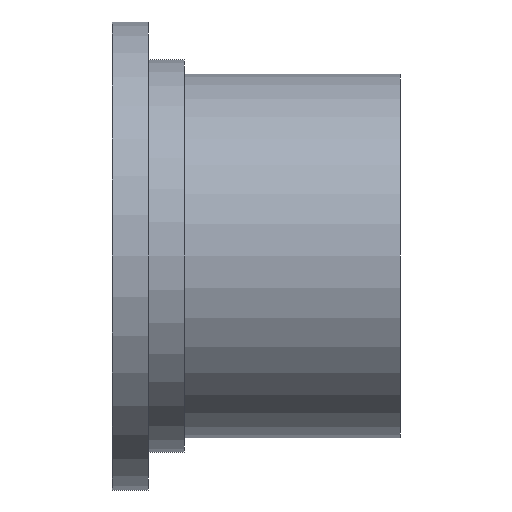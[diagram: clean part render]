
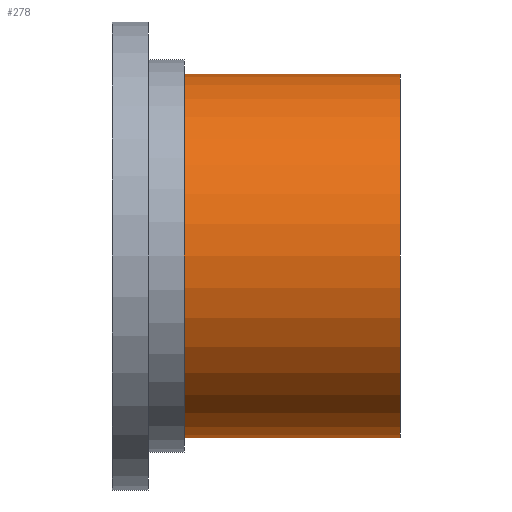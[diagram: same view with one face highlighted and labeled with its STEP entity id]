
A CAD part, left-side view. The second image highlights one B-rep face of the part: STEP entity #278.
In plain terms, the highlighted cylindrical face has radius 5.05 mm (diameter 10.1 mm), a partial arc.
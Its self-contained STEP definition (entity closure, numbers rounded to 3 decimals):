
#222=CARTESIAN_POINT('Axis2P3D Location',(0.,74.,0.)) ;
#231=CARTESIAN_POINT('Vertex',(0.,76.,5.05)) ;
#233=CARTESIAN_POINT('Vertex',(0.,76.,-5.05)) ;
#236=CARTESIAN_POINT('Line Origine',(0.,73.,5.05)) ;
#240=CARTESIAN_POINT('Vertex',(0.,70.,5.05)) ;
#247=CARTESIAN_POINT('Vertex',(0.,70.,-5.05)) ;
#250=CARTESIAN_POINT('Line Origine',(0.,73.,-5.05)) ;
#262=CARTESIAN_POINT('Axis2P3D Location',(0.,76.,0.)) ;
#267=CARTESIAN_POINT('Axis2P3D Location',(0.,70.,0.)) ;
#223=DIRECTION('Axis2P3D Direction',(0.,1.,0.)) ;
#224=DIRECTION('Axis2P3D XDirection',(0.,0.,1.)) ;
#237=DIRECTION('Vector Direction',(0.,1.,0.)) ;
#251=DIRECTION('Vector Direction',(0.,1.,0.)) ;
#263=DIRECTION('Axis2P3D Direction',(0.,1.,0.)) ;
#268=DIRECTION('Axis2P3D Direction',(0.,1.,0.)) ;
#225=AXIS2_PLACEMENT_3D('Cylinder Axis2P3D',#222,#223,#224) ;
#264=AXIS2_PLACEMENT_3D('Circle Axis2P3D',#262,#263,$) ;
#269=AXIS2_PLACEMENT_3D('Circle Axis2P3D',#267,#268,$) ;
#273=ORIENTED_EDGE('',*,*,#266,.F.) ;
#274=ORIENTED_EDGE('',*,*,#254,.T.) ;
#275=ORIENTED_EDGE('',*,*,#271,.T.) ;
#276=ORIENTED_EDGE('',*,*,#242,.F.) ;
#238=VECTOR('Line Direction',#237,1.) ;
#252=VECTOR('Line Direction',#251,1.) ;
#278=ADVANCED_FACE('Body.3',(#277),#226,.T.) ;
#265=CIRCLE('generated circle',#264,5.05) ;
#270=CIRCLE('generated circle',#269,5.05) ;
#226=CYLINDRICAL_SURFACE('generated cylinder',#225,5.05) ;
#242=EDGE_CURVE('',#232,#241,#239,.F.) ;
#254=EDGE_CURVE('',#234,#248,#253,.F.) ;
#266=EDGE_CURVE('',#234,#232,#265,.T.) ;
#271=EDGE_CURVE('',#248,#241,#270,.T.) ;
#272=EDGE_LOOP('',(#273,#274,#275,#276)) ;
#277=FACE_OUTER_BOUND('',#272,.T.) ;
#239=LINE('Line',#236,#238) ;
#253=LINE('Line',#250,#252) ;
#232=VERTEX_POINT('',#231) ;
#234=VERTEX_POINT('',#233) ;
#241=VERTEX_POINT('',#240) ;
#248=VERTEX_POINT('',#247) ;
